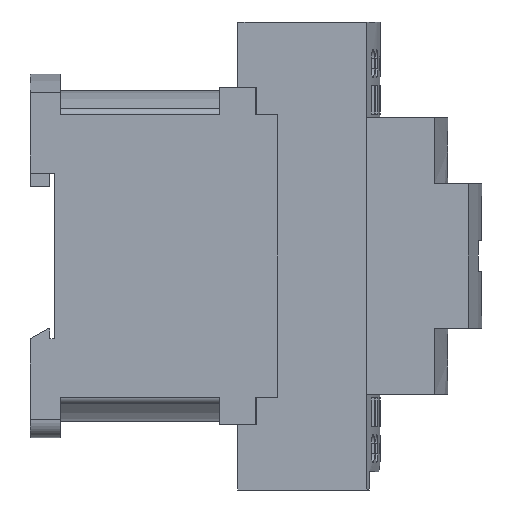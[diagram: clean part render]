
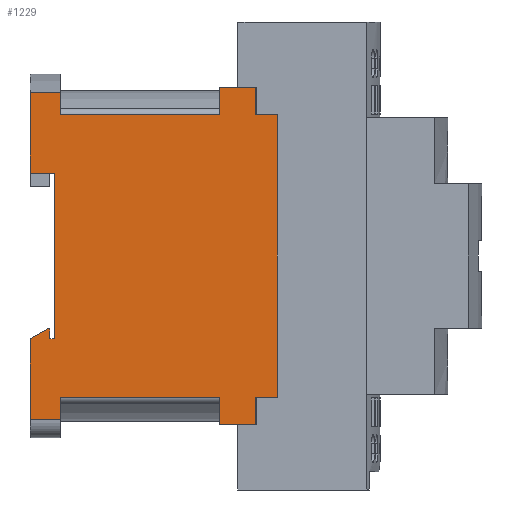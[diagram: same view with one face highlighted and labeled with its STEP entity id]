
A CAD part, left-side view. The second image highlights one B-rep face of the part: STEP entity #1229.
In plain terms, the highlighted planar face has unit normal (-1, 0, 0).
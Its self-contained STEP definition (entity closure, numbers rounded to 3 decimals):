
#336=CARTESIAN_POINT('POINT777',(-22.352,0.,34.544));
#337=VERTEX_POINT('VERTEX777',#336);
#345=CARTESIAN_POINT('POINT778',(-22.352,-6.35,34.544));
#346=VERTEX_POINT('VERTEX778',#345);
#347=CARTESIAN_POINT('POS1447',(-22.352,-3.175,34.544));
#348=DIRECTION('DIR2107',(0.,-1.,0.));
#349=VECTOR('VEC787',#348,25.4);
#350=LINE('STRAIGHT787',#347,#349);
#351=EDGE_CURVE('EDGE1161',#337,#346,#350,.T.);
#368=CARTESIAN_POINT('POINT779',(-22.352,-40.005,
   29.845));
#369=VERTEX_POINT('VERTEX779',#368);
#378=CARTESIAN_POINT('POINT780',(-22.352,-6.35,
   29.845));
#379=VERTEX_POINT('VERTEX780',#378);
#387=CARTESIAN_POINT('POS1452',(-22.352,-6.35,
   29.845));
#388=DIRECTION('DIR2116',(0.,-1.,0.));
#389=VECTOR('VEC788',#388,25.4);
#390=LINE('STRAIGHT788',#387,#389);
#391=EDGE_CURVE('EDGE1165',#379,#369,#390,.T.);
#443=CARTESIAN_POINT('POINT786',(-22.352,-40.005,-29.845)
   );
#444=VERTEX_POINT('VERTEX786',#443);
#452=CARTESIAN_POINT('POINT787',(-22.352,-6.35,-29.845));
#453=VERTEX_POINT('VERTEX787',#452);
#454=CARTESIAN_POINT('POS1460',(-22.352,-6.35,-29.845));
#455=DIRECTION('DIR2127',(0.,-1.,0.));
#456=VECTOR('VEC793',#455,25.4);
#457=LINE('STRAIGHT793',#454,#456);
#458=EDGE_CURVE('EDGE1171',#453,#444,#457,.T.);
#588=CARTESIAN_POINT('POINT796',(-22.352,-40.005,-35.56))
   ;
#589=VERTEX_POINT('VERTEX796',#588);
#596=CARTESIAN_POINT('POS1475',(-22.352,-40.005,0.));
#597=DIRECTION('DIR2150',(0.,0.,-1.));
#598=VECTOR('VEC800',#597,25.4);
#599=LINE('STRAIGHT800',#596,#598);
#600=EDGE_CURVE('EDGE1187',#444,#589,#599,.T.);
#620=CARTESIAN_POINT('POINT798',(-22.352,-47.625,-35.56))
   ;
#621=VERTEX_POINT('VERTEX798',#620);
#628=CARTESIAN_POINT('POS1479',(-22.352,-43.815,-35.56));
#629=DIRECTION('DIR2155',(0.,1.,0.));
#630=VECTOR('VEC803',#629,25.4);
#631=LINE('STRAIGHT803',#628,#630);
#632=EDGE_CURVE('EDGE1190',#621,#589,#631,.T.);
#645=CARTESIAN_POINT('POINT800',(-22.352,-47.625,-29.845)
   );
#646=VERTEX_POINT('VERTEX800',#645);
#653=CARTESIAN_POINT('POS1482',(-22.352,-47.625,0.));
#654=DIRECTION('DIR2159',(0.,0.,-1.));
#655=VECTOR('VEC805',#654,25.4);
#656=LINE('STRAIGHT805',#653,#655);
#657=EDGE_CURVE('EDGE1192',#646,#621,#656,.T.);
#682=CARTESIAN_POINT('POINT802',(-22.352,-52.07,-29.845))
   ;
#683=VERTEX_POINT('VERTEX802',#682);
#690=CARTESIAN_POINT('POS1487',(-22.352,-49.848,-29.845)
   );
#691=DIRECTION('DIR2165',(0.,1.,0.));
#692=VECTOR('VEC809',#691,25.4);
#693=LINE('STRAIGHT809',#690,#692);
#694=EDGE_CURVE('EDGE1196',#683,#646,#693,.T.);
#705=CARTESIAN_POINT('POINT803',(-22.352,-52.07,29.845));
#706=VERTEX_POINT('VERTEX803',#705);
#707=CARTESIAN_POINT('POS1489',(-22.352,-52.07,0.));
#708=DIRECTION('DIR2168',(0.,0.,-1.));
#709=VECTOR('VEC810',#708,25.4);
#710=LINE('STRAIGHT810',#707,#709);
#711=EDGE_CURVE('EDGE1197',#706,#683,#710,.T.);
#744=CARTESIAN_POINT('POINT806',(-22.352,-47.625,29.845))
   ;
#745=VERTEX_POINT('VERTEX806',#744);
#752=CARTESIAN_POINT('POS1495',(-22.352,-49.848,29.845))
   ;
#753=DIRECTION('DIR2175',(0.,-1.,0.));
#754=VECTOR('VEC815',#753,25.4);
#755=LINE('STRAIGHT815',#752,#754);
#756=EDGE_CURVE('EDGE1202',#745,#706,#755,.T.);
#772=CARTESIAN_POINT('POINT808',(-22.352,-47.625,35.56));
#773=VERTEX_POINT('VERTEX808',#772);
#780=EDGE_CURVE('EDGE1205',#773,#745,#656,.T.);
#793=CARTESIAN_POINT('POINT810',(-22.352,-40.005,35.56));
#794=VERTEX_POINT('VERTEX810',#793);
#801=CARTESIAN_POINT('POS1500',(-22.352,-43.815,35.56));
#802=DIRECTION('DIR2181',(0.,-1.,0.));
#803=VECTOR('VEC819',#802,25.4);
#804=LINE('STRAIGHT819',#801,#803);
#805=EDGE_CURVE('EDGE1208',#794,#773,#804,.T.);
#819=EDGE_CURVE('EDGE1209',#794,#369,#599,.T.);
#883=CARTESIAN_POINT('POS1508',(-22.352,-6.35,0.));
#884=DIRECTION('DIR2194',(0.,0.,-1.));
#885=VECTOR('VEC822',#884,25.4);
#886=LINE('STRAIGHT822',#883,#885);
#887=EDGE_CURVE('EDGE1216',#346,#379,#886,.T.);
#943=CARTESIAN_POINT('POINT816',(-22.352,0.,17.488));
#944=VERTEX_POINT('VERTEX816',#943);
#947=CARTESIAN_POINT('POS1514',(-22.352,0.,0.));
#948=DIRECTION('DIR2203',(0.,0.,-1.));
#949=VECTOR('VEC825',#948,25.4);
#950=LINE('STRAIGHT825',#947,#949);
#951=EDGE_CURVE('EDGE1221',#337,#944,#950,.T.);
#981=CARTESIAN_POINT('POINT818',(-22.352,-5.08,17.488));
#982=VERTEX_POINT('VERTEX818',#981);
#989=CARTESIAN_POINT('POS1519',(-22.352,-3.88,17.488)
   );
#990=DIRECTION('DIR2209',(0.,-1.,0.));
#991=VECTOR('VEC829',#990,25.4);
#992=LINE('STRAIGHT829',#989,#991);
#993=EDGE_CURVE('EDGE1225',#944,#982,#992,.T.);
#1014=CARTESIAN_POINT('POINT820',(-22.352,-5.08,-17.488)
   );
#1015=VERTEX_POINT('VERTEX820',#1014);
#1022=CARTESIAN_POINT('POS1523',(-22.352,-5.08,0.));
#1023=DIRECTION('DIR2214',(0.,0.,-1.));
#1024=VECTOR('VEC832',#1023,25.4);
#1025=LINE('STRAIGHT832',#1022,#1024);
#1026=EDGE_CURVE('EDGE1228',#982,#1015,#1025,.T.);
#1045=CARTESIAN_POINT('POINT822',(-22.352,-4.089,
   -17.488));
#1046=VERTEX_POINT('VERTEX822',#1045);
#1053=CARTESIAN_POINT('POS1527',(-22.352,-3.88,
   -17.488));
#1054=DIRECTION('DIR2219',(0.,1.,0.));
#1055=VECTOR('VEC835',#1054,25.4);
#1056=LINE('STRAIGHT835',#1053,#1055);
#1057=EDGE_CURVE('EDGE1231',#1015,#1046,#1056,.T.);
#1070=CARTESIAN_POINT('POINT824',(-22.352,-4.089,
   -15.389));
#1071=VERTEX_POINT('VERTEX824',#1070);
#1078=CARTESIAN_POINT('POS1530',(-22.352,-4.089,0.));
#1079=DIRECTION('DIR2223',(0.,0.,1.));
#1080=VECTOR('VEC837',#1079,25.4);
#1081=LINE('STRAIGHT837',#1078,#1080);
#1082=EDGE_CURVE('EDGE1233',#1046,#1071,#1081,.T.);
#1101=CARTESIAN_POINT('POINT826',(-22.352,-3.594,
   -15.389));
#1102=VERTEX_POINT('VERTEX826',#1101);
#1109=CARTESIAN_POINT('POS1534',(-22.352,-2.858,
   -15.389));
#1110=DIRECTION('DIR2228',(0.,1.,0.));
#1111=VECTOR('VEC840',#1110,25.4);
#1112=LINE('STRAIGHT840',#1109,#1111);
#1113=EDGE_CURVE('EDGE1236',#1071,#1102,#1112,.T.);
#1181=ORIENTED_EDGE('COEDGE2438',*,*,#1113,.T.);
#1182=CARTESIAN_POINT('POINT831',(-22.352,0.,
   -17.464));
#1183=VERTEX_POINT('VERTEX831',#1182);
#1184=CARTESIAN_POINT('POS1542',(-22.352,2.91,
   -19.144));
#1185=DIRECTION('DIR2240',(0.,0.866,-0.5));
#1186=VECTOR('VEC844',#1185,25.4);
#1187=LINE('STRAIGHT844',#1184,#1186);
#1188=EDGE_CURVE('EDGE1244',#1102,#1183,#1187,.T.);
#1189=ORIENTED_EDGE('COEDGE2439',*,*,#1188,.T.);
#1190=CARTESIAN_POINT('POINT832',(-22.352,0.,
   -34.544));
#1191=VERTEX_POINT('VERTEX832',#1190);
#1192=EDGE_CURVE('EDGE1245',#1183,#1191,#950,.T.);
#1193=ORIENTED_EDGE('COEDGE2440',*,*,#1192,.T.);
#1194=CARTESIAN_POINT('POINT833',(-22.352,-6.35,-34.544))
   ;
#1195=VERTEX_POINT('VERTEX833',#1194);
#1196=CARTESIAN_POINT('POS1543',(-22.352,0.,
   -34.544));
#1197=DIRECTION('DIR2241',(0.,1.,0.));
#1198=VECTOR('VEC845',#1197,25.4);
#1199=LINE('STRAIGHT845',#1196,#1198);
#1200=EDGE_CURVE('EDGE1246',#1195,#1191,#1199,.T.);
#1201=ORIENTED_EDGE('COEDGE2441',*,*,#1200,.F.);
#1202=EDGE_CURVE('EDGE1247',#453,#1195,#886,.T.);
#1203=ORIENTED_EDGE('COEDGE2442',*,*,#1202,.F.);
#1204=ORIENTED_EDGE('COEDGE2443',*,*,#458,.T.);
#1205=ORIENTED_EDGE('COEDGE2444',*,*,#600,.T.);
#1206=ORIENTED_EDGE('COEDGE2445',*,*,#632,.F.);
#1207=ORIENTED_EDGE('COEDGE2446',*,*,#657,.F.);
#1208=ORIENTED_EDGE('COEDGE2447',*,*,#694,.F.);
#1209=ORIENTED_EDGE('COEDGE2448',*,*,#711,.F.);
#1210=ORIENTED_EDGE('COEDGE2449',*,*,#756,.F.);
#1211=ORIENTED_EDGE('COEDGE2450',*,*,#780,.F.);
#1212=ORIENTED_EDGE('COEDGE2451',*,*,#805,.F.);
#1213=ORIENTED_EDGE('COEDGE2452',*,*,#819,.T.);
#1214=ORIENTED_EDGE('COEDGE2453',*,*,#391,.F.);
#1215=ORIENTED_EDGE('COEDGE2454',*,*,#887,.F.);
#1216=ORIENTED_EDGE('COEDGE2455',*,*,#351,.F.);
#1217=ORIENTED_EDGE('COEDGE2456',*,*,#951,.T.);
#1218=ORIENTED_EDGE('COEDGE2457',*,*,#993,.T.);
#1219=ORIENTED_EDGE('COEDGE2458',*,*,#1026,.T.);
#1220=ORIENTED_EDGE('COEDGE2459',*,*,#1057,.T.);
#1221=ORIENTED_EDGE('COEDGE2460',*,*,#1082,.T.);
#1222=EDGE_LOOP('NONE',(#1181,#1189,#1193,#1201,#1203,#1204,#1205,#1206,
   #1207,#1208,#1209,#1210,#1211,#1212,#1213,#1214,#1215,#1216,#1217,
   #1218,#1219,#1220,#1221));
#1223=FACE_BOUND('LOOP1',#1222,.T.);
#1224=CARTESIAN_POINT('POS1544',(-22.352,-3.175,0.));
#1225=DIRECTION('DIR2242',(1.,0.,0.));
#1226=DIRECTION('DIR2243',(0.,1.,0.));
#1227=AXIS2_PLACEMENT_3D('AXIS699',#1224,#1225,#1226);
#1228=PLANE('PLANE319',#1227);
#1229=ADVANCED_FACE('FACE470',(#1223),#1228,.F.);
